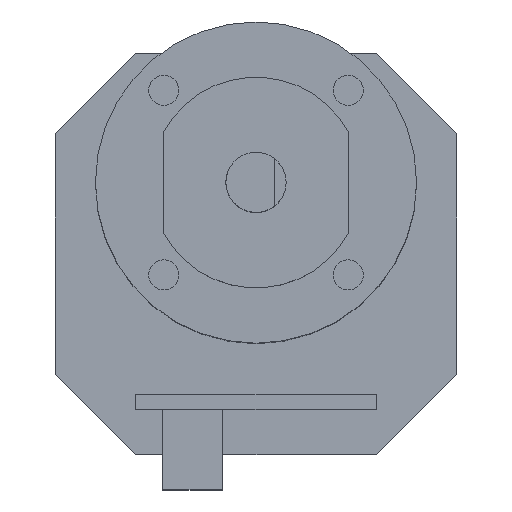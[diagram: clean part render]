
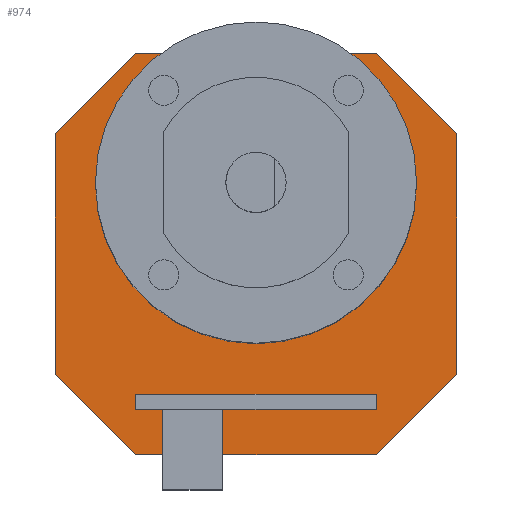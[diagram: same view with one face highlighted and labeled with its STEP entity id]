
A CAD part, top view. The second image highlights one B-rep face of the part: STEP entity #974.
In plain terms, the highlighted planar face has unit normal (0, 0, 1).
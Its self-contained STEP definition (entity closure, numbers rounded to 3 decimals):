
#11 = EDGE_CURVE ( 'NONE', #42, #862, #913, .T. ) ;
#16 = CARTESIAN_POINT ( 'NONE',  ( -12., -21., -40. ) ) ;
#19 = LINE ( 'NONE', #403, #523 ) ;
#42 = VERTEX_POINT ( 'NONE', #772 ) ;
#47 = EDGE_CURVE ( 'NONE', #579, #223, #129, .T. ) ;
#65 = EDGE_CURVE ( 'NONE', #881, #1455, #371, .T. ) ;
#70 = EDGE_CURVE ( 'NONE', #466, #1492, #637, .T. ) ;
#83 = EDGE_LOOP ( 'NONE', ( #820, #1206, #1133, #788 ) ) ;
#91 = CARTESIAN_POINT ( 'NONE',  ( -12., -21., -40. ) ) ;
#129 = LINE ( 'NONE', #625, #1280 ) ;
#137 = CARTESIAN_POINT ( 'NONE',  ( -12., -27., -40. ) ) ;
#146 = VECTOR ( 'NONE', #525, 1000. ) ;
#180 = EDGE_CURVE ( 'NONE', #1492, #622, #19, .T. ) ;
#187 = VERTEX_POINT ( 'NONE', #928 ) ;
#192 = DIRECTION ( 'NONE',  ( 1., 0., 0. ) ) ;
#194 = ORIENTED_EDGE ( 'NONE', *, *, #1430, .F. ) ;
#196 = LINE ( 'NONE', #16, #721 ) ;
#200 = DIRECTION ( 'NONE',  ( 0., 0., -1. ) ) ;
#202 = DIRECTION ( 'NONE',  ( 0.707, 0.707, 0. ) ) ;
#223 = VERTEX_POINT ( 'NONE', #137 ) ;
#231 = ORIENTED_EDGE ( 'NONE', *, *, #1270, .F. ) ;
#253 = CIRCLE ( 'NONE', #1411, 5. ) ;
#272 = EDGE_CURVE ( 'NONE', #579, #187, #1006, .T. ) ;
#314 = EDGE_CURVE ( 'NONE', #1082, #1605, #253, .T. ) ;
#318 = FACE_BOUND ( 'NONE', #83, .T. ) ;
#321 = CARTESIAN_POINT ( 'NONE',  ( 0., -27., -40. ) ) ;
#353 = CARTESIAN_POINT ( 'NONE',  ( -20., 0., -40. ) ) ;
#371 = LINE ( 'NONE', #1535, #146 ) ;
#379 = DIRECTION ( 'NONE',  ( 0., 0., -1. ) ) ;
#380 = LINE ( 'NONE', #1371, #887 ) ;
#382 = CARTESIAN_POINT ( 'NONE',  ( 12., -21., -40. ) ) ;
#395 = DIRECTION ( 'NONE',  ( 1., 0., 0. ) ) ;
#403 = CARTESIAN_POINT ( 'NONE',  ( 12., -22.5, -40. ) ) ;
#408 = DIRECTION ( 'NONE',  ( -1., 0., 0. ) ) ;
#433 = EDGE_CURVE ( 'NONE', #223, #1615, #1375, .T. ) ;
#466 = VERTEX_POINT ( 'NONE', #581 ) ;
#486 = EDGE_CURVE ( 'NONE', #1605, #1082, #1596, .T. ) ;
#519 = CARTESIAN_POINT ( 'NONE',  ( -20., -19., -40. ) ) ;
#523 = VECTOR ( 'NONE', #1675, 1000. ) ;
#525 = DIRECTION ( 'NONE',  ( 1., 0., 0. ) ) ;
#541 = EDGE_LOOP ( 'NONE', ( #901, #1435 ) ) ;
#579 = VERTEX_POINT ( 'NONE', #519 ) ;
#581 = CARTESIAN_POINT ( 'NONE',  ( -12., -22.5, -40. ) ) ;
#614 = AXIS2_PLACEMENT_3D ( 'NONE', #836, #1347, #408 ) ;
#622 = VERTEX_POINT ( 'NONE', #382 ) ;
#625 = CARTESIAN_POINT ( 'NONE',  ( -19.5, -19.5, -40. ) ) ;
#637 = LINE ( 'NONE', #1046, #1619 ) ;
#652 = DIRECTION ( 'NONE',  ( -0.707, 0.707, 0. ) ) ;
#657 = DIRECTION ( 'NONE',  ( -1., 0., 0. ) ) ;
#685 = ORIENTED_EDGE ( 'NONE', *, *, #47, .T. ) ;
#687 = ORIENTED_EDGE ( 'NONE', *, *, #65, .F. ) ;
#696 = EDGE_CURVE ( 'NONE', #862, #1455, #1032, .T. ) ;
#708 = CARTESIAN_POINT ( 'NONE',  ( 0., 0., -40. ) ) ;
#721 = VECTOR ( 'NONE', #935, 1000. ) ;
#735 = DIRECTION ( 'NONE',  ( 0., -1., 0. ) ) ;
#772 = CARTESIAN_POINT ( 'NONE',  ( 20., -19., -40. ) ) ;
#775 = CARTESIAN_POINT ( 'NONE',  ( 12., -22.5, -40. ) ) ;
#788 = ORIENTED_EDGE ( 'NONE', *, *, #975, .F. ) ;
#793 = EDGE_CURVE ( 'NONE', #1072, #466, #380, .T. ) ;
#795 = VECTOR ( 'NONE', #652, 1000. ) ;
#802 = CARTESIAN_POINT ( 'NONE',  ( -12., 13., -40. ) ) ;
#820 = ORIENTED_EDGE ( 'NONE', *, *, #180, .F. ) ;
#821 = VECTOR ( 'NONE', #1021, 1000. ) ;
#836 = CARTESIAN_POINT ( 'NONE',  ( 0., 0., -40. ) ) ;
#851 = CARTESIAN_POINT ( 'NONE',  ( -12.5, 12.5, -40. ) ) ;
#861 = EDGE_LOOP ( 'NONE', ( #685, #1488, #231, #1354, #1226, #687, #194, #1344 ) ) ;
#862 = VERTEX_POINT ( 'NONE', #1277 ) ;
#881 = VERTEX_POINT ( 'NONE', #802 ) ;
#887 = VECTOR ( 'NONE', #735, 1000. ) ;
#889 = CARTESIAN_POINT ( 'NONE',  ( 0., 0., -40. ) ) ;
#899 = CARTESIAN_POINT ( 'NONE',  ( 19.5, -19.5, -40. ) ) ;
#901 = ORIENTED_EDGE ( 'NONE', *, *, #314, .T. ) ;
#913 = LINE ( 'NONE', #1417, #821 ) ;
#928 = CARTESIAN_POINT ( 'NONE',  ( -20., 5., -40. ) ) ;
#935 = DIRECTION ( 'NONE',  ( -1., 0., 0. ) ) ;
#945 = PLANE ( 'NONE',  #614 ) ;
#956 = DIRECTION ( 'NONE',  ( -1., 0., 0. ) ) ;
#967 = FACE_BOUND ( 'NONE', #541, .T. ) ;
#974 = ADVANCED_FACE ( 'NONE', ( #1193, #967, #318 ), #945, .F. ) ;
#975 = EDGE_CURVE ( 'NONE', #622, #1072, #196, .T. ) ;
#979 = CARTESIAN_POINT ( 'NONE',  ( -5., 0., -40. ) ) ;
#995 = VECTOR ( 'NONE', #1404, 1000. ) ;
#1006 = LINE ( 'NONE', #353, #1223 ) ;
#1021 = DIRECTION ( 'NONE',  ( 0., 1., 0. ) ) ;
#1026 = LINE ( 'NONE', #899, #995 ) ;
#1032 = LINE ( 'NONE', #1666, #795 ) ;
#1046 = CARTESIAN_POINT ( 'NONE',  ( 12., -22.5, -40. ) ) ;
#1072 = VERTEX_POINT ( 'NONE', #91 ) ;
#1082 = VERTEX_POINT ( 'NONE', #1121 ) ;
#1120 = CARTESIAN_POINT ( 'NONE',  ( 12., 13., -40. ) ) ;
#1121 = CARTESIAN_POINT ( 'NONE',  ( 5., 0., -40. ) ) ;
#1133 = ORIENTED_EDGE ( 'NONE', *, *, #793, .F. ) ;
#1193 = FACE_OUTER_BOUND ( 'NONE', #861, .T. ) ;
#1206 = ORIENTED_EDGE ( 'NONE', *, *, #70, .F. ) ;
#1216 = DIRECTION ( 'NONE',  ( 0., 1., 0. ) ) ;
#1223 = VECTOR ( 'NONE', #1216, 1000. ) ;
#1226 = ORIENTED_EDGE ( 'NONE', *, *, #696, .T. ) ;
#1270 = EDGE_CURVE ( 'NONE', #42, #1615, #1026, .T. ) ;
#1277 = CARTESIAN_POINT ( 'NONE',  ( 20., 5., -40. ) ) ;
#1280 = VECTOR ( 'NONE', #1651, 1000. ) ;
#1344 = ORIENTED_EDGE ( 'NONE', *, *, #272, .F. ) ;
#1347 = DIRECTION ( 'NONE',  ( 0., 0., -1. ) ) ;
#1351 = LINE ( 'NONE', #851, #1659 ) ;
#1354 = ORIENTED_EDGE ( 'NONE', *, *, #11, .T. ) ;
#1371 = CARTESIAN_POINT ( 'NONE',  ( -12., -22.5, -40. ) ) ;
#1375 = LINE ( 'NONE', #321, #1623 ) ;
#1385 = AXIS2_PLACEMENT_3D ( 'NONE', #708, #200, #956 ) ;
#1404 = DIRECTION ( 'NONE',  ( -0.707, -0.707, 0. ) ) ;
#1411 = AXIS2_PLACEMENT_3D ( 'NONE', #889, #379, #657 ) ;
#1417 = CARTESIAN_POINT ( 'NONE',  ( 20., 0., -40. ) ) ;
#1430 = EDGE_CURVE ( 'NONE', #187, #881, #1351, .T. ) ;
#1435 = ORIENTED_EDGE ( 'NONE', *, *, #486, .T. ) ;
#1455 = VERTEX_POINT ( 'NONE', #1120 ) ;
#1488 = ORIENTED_EDGE ( 'NONE', *, *, #433, .T. ) ;
#1492 = VERTEX_POINT ( 'NONE', #775 ) ;
#1535 = CARTESIAN_POINT ( 'NONE',  ( 0., 13., -40. ) ) ;
#1567 = CARTESIAN_POINT ( 'NONE',  ( 12., -27., -40. ) ) ;
#1596 = CIRCLE ( 'NONE', #1385, 5. ) ;
#1605 = VERTEX_POINT ( 'NONE', #979 ) ;
#1615 = VERTEX_POINT ( 'NONE', #1567 ) ;
#1619 = VECTOR ( 'NONE', #395, 1000. ) ;
#1623 = VECTOR ( 'NONE', #192, 1000. ) ;
#1651 = DIRECTION ( 'NONE',  ( 0.707, -0.707, 0. ) ) ;
#1659 = VECTOR ( 'NONE', #202, 1000. ) ;
#1666 = CARTESIAN_POINT ( 'NONE',  ( 12.5, 12.5, -40. ) ) ;
#1675 = DIRECTION ( 'NONE',  ( 0., 1., 0. ) ) ;
